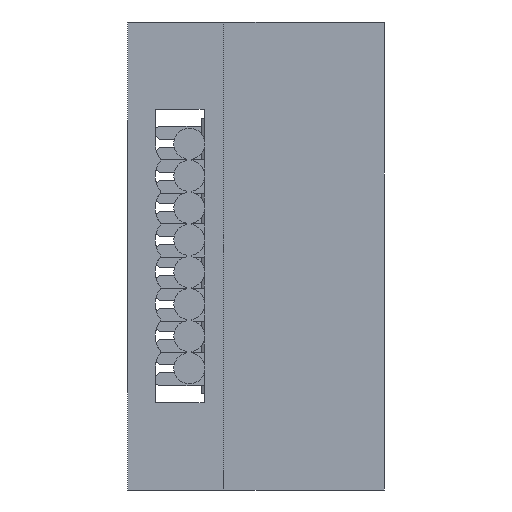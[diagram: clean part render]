
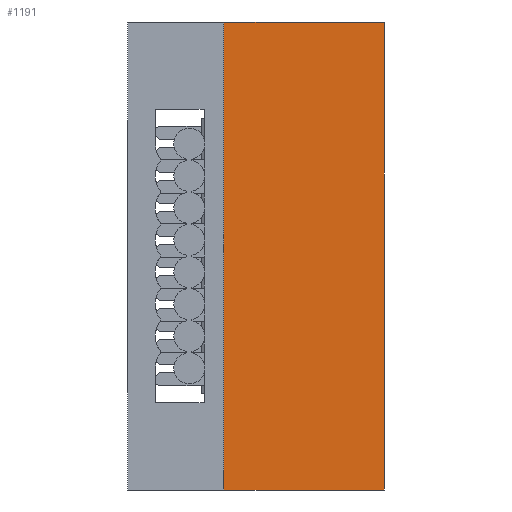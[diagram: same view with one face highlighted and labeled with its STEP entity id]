
A CAD part, left-side view. The second image highlights one B-rep face of the part: STEP entity #1191.
In plain terms, the highlighted face is planar.
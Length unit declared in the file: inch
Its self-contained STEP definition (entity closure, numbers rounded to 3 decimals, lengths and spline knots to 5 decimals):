
#1191 = ADVANCED_FACE( '', ( #2462 ), #2463, .F. );
#2462 = FACE_OUTER_BOUND( '', #3803, .T. );
#2463 = PLANE( '', #3804 );
#3803 = EDGE_LOOP( '', ( #7369, #7370, #7371, #7372 ) );
#3804 = AXIS2_PLACEMENT_3D( '', #7373, #7374, #7375 );
#7369 = ORIENTED_EDGE( '', *, *, #9634, .T. );
#7370 = ORIENTED_EDGE( '', *, *, #9314, .F. );
#7371 = ORIENTED_EDGE( '', *, *, #9799, .F. );
#7372 = ORIENTED_EDGE( '', *, *, #9457, .T. );
#7373 = CARTESIAN_POINT( '', ( 0.1825, 0.125, -0.06 ) );
#7374 = DIRECTION( '', ( 0., 0., 1. ) );
#7375 = DIRECTION( '', ( 1., 0., 0. ) );
#9314 = EDGE_CURVE( '', #11660, #11658, #11662, .T. );
#9457 = EDGE_CURVE( '', #11874, #11872, #11875, .T. );
#9634 = EDGE_CURVE( '', #11872, #11658, #12118, .T. );
#9799 = EDGE_CURVE( '', #11874, #11660, #12325, .T. );
#11658 = VERTEX_POINT( '', #14947 );
#11660 = VERTEX_POINT( '', #14950 );
#11662 = LINE( '', #14953, #14954 );
#11872 = VERTEX_POINT( '', #15248 );
#11874 = VERTEX_POINT( '', #15251 );
#11875 = LINE( '', #15252, #15253 );
#12118 = LINE( '', #15608, #15609 );
#12325 = LINE( '', #15911, #15912 );
#14947 = CARTESIAN_POINT( '', ( -0.1825, 0., -0.06 ) );
#14950 = CARTESIAN_POINT( '', ( -0.1825, 0.125, -0.06 ) );
#14953 = CARTESIAN_POINT( '', ( -0.1825, 0.125, -0.06 ) );
#14954 = VECTOR( '', #17189, 39.37008 );
#15248 = CARTESIAN_POINT( '', ( 0.1825, 0., -0.06 ) );
#15251 = CARTESIAN_POINT( '', ( 0.1825, 0.125, -0.06 ) );
#15252 = CARTESIAN_POINT( '', ( 0.1825, 0.125, -0.06 ) );
#15253 = VECTOR( '', #17332, 39.37008 );
#15608 = CARTESIAN_POINT( '', ( 0.1825, 0., -0.06 ) );
#15609 = VECTOR( '', #17502, 39.37008 );
#15911 = CARTESIAN_POINT( '', ( 0.1825, 0.125, -0.06 ) );
#15912 = VECTOR( '', #17673, 39.37008 );
#17189 = DIRECTION( '', ( 0., -1., 0. ) );
#17332 = DIRECTION( '', ( 0., -1., 0. ) );
#17502 = DIRECTION( '', ( -1., 0., 0. ) );
#17673 = DIRECTION( '', ( -1., 0., 0. ) );
